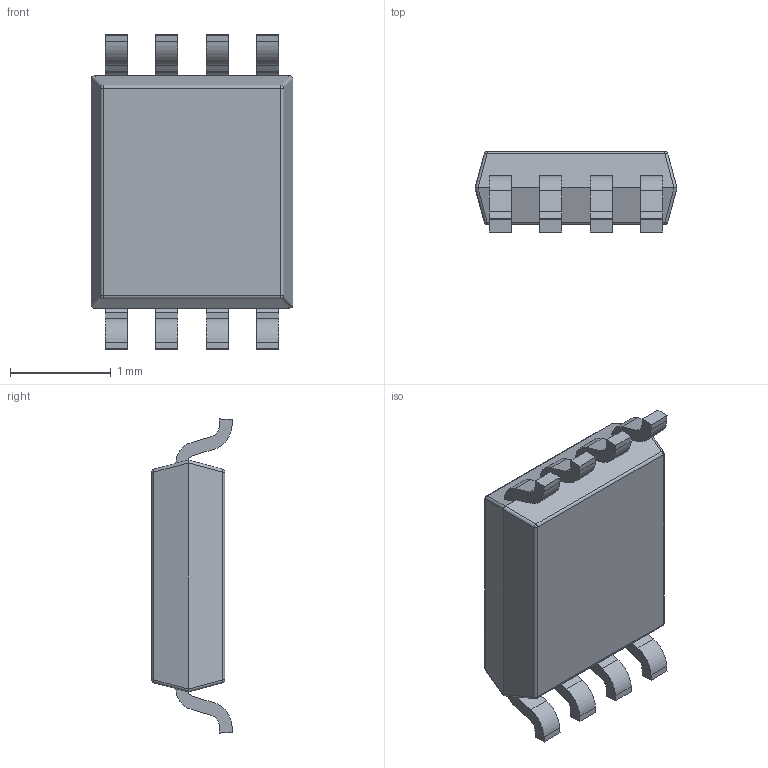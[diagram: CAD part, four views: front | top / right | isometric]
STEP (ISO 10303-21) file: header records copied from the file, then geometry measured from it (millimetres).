
FILE_DESCRIPTION(('CAx-IF Rec.Pracs.---Model Styling and Organization---1.5---2016-08-15','CAx-IF Rec.Pracs.---Geometric and Assembly Validation Properties---4.4---2016-08-17','CAx-IF Rec.Pracs.---User Defined Attributes---1.5---2016-08-15','CAx-IF Rec.Pracs.---External References---2.1---2005-01-19'),'2;1');
FILE_NAME('13313400.step','2023-07-27T19:16:27',('Unspecified'),('Unspecified'),'CAD Exchanger 3.8.1 (cadexchanger.com)','Unspecified','');
FILE_SCHEMA(('AUTOMOTIVE_DESIGN { 1 0 10303 214 1 1 1 1 }'));
Length unit declared in the file: millimetre
Products named in the file (3): SOT765-1; SOT765 Mold body; SOT765 Lead
Assembly tree (9 placements, depth 2):
  SOT765-1
    SOT765 Mold body
    SOT765 Lead  x8
Bounding box: 2 x 0.8 x 3.11 mm (x, y, z)
Volume: 3.2 mm3; surface area: 17.9 mm2
Topology: 9 solids, 9 shells, 165 faces, 403 edges, 252 vertices
Faces by surface type: plane 90, cylinder 65, sphere 8, torus 2
Entity records: 2370 total; most frequent: DIRECTION 433, CARTESIAN_POINT 400, ORIENTED_EDGE 370, EDGE_CURVE 185, AXIS2_PLACEMENT_3D 161, VERTEX_POINT 112, LINE 111, VECTOR 111
